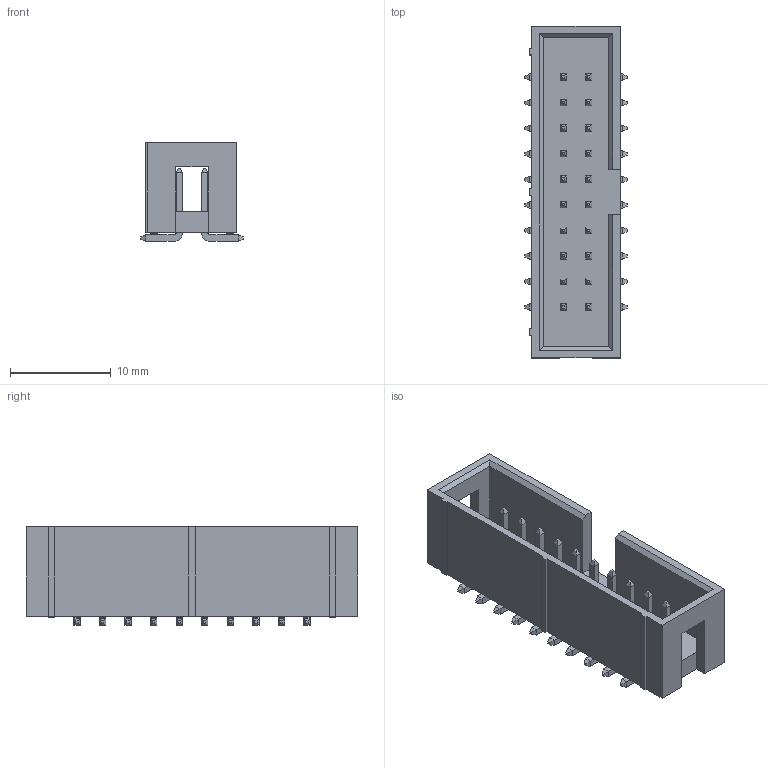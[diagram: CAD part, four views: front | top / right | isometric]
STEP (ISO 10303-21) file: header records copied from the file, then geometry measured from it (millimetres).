
FILE_DESCRIPTION(/* description */ (''),/* implementation_level */ '2;1');
FILE_NAME(/* name */ '3020-20-0300-xx.step',/* time_stamp */ '2022-04-26T10:14:36-07:00',/* author */ (''),/* organization */ (''),/* preprocessor_version */ 'ST-DEVELOPER v18.1',/* originating_system */ 'Autodesk Translation Framework v10.14.0.1471',/* authorisation */ '');
FILE_SCHEMA (('AUTOMOTIVE_DESIGN { 1 0 10303 214 3 1 1 }'));
Length unit declared in the file: millimetre
Products named in the file (2): 3020-20-0300-xx; 3020-20-0300-xx_1
Assembly tree (1 placements, depth 2):
  3020-20-0300-xx
    3020-20-0300-xx_1
Bounding box: 10.2 x 33.02 x 9.8 mm (x, y, z)
Surface area: 2298.7 mm2 (no closed solid volume)
Topology: 0 solids, 423 shells, 423 faces, 1928 edges, 1928 vertices
Faces by surface type: plane 375, cylinder 48
Entity records: 20349 total; most frequent: CARTESIAN_POINT 4282, DIRECTION 2964, VERTEX_POINT 1928, EDGE_CURVE 1928, ORIENTED_EDGE 1928, LINE 1744, VECTOR 1744, AXIS2_PLACEMENT_3D 610
